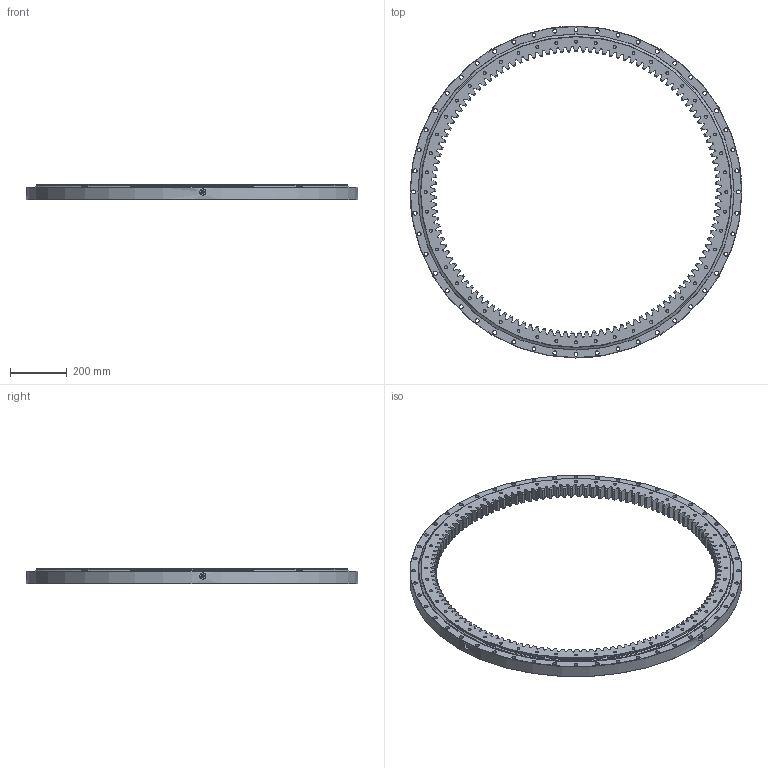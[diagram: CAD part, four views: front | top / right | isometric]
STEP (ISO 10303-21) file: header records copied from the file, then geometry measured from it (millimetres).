
FILE_DESCRIPTION (( 'STEP AP214' ), '1' );
FILE_NAME ('I.1166.20.00.B.STEP', '2020-05-13T09:13:27', ( '' ), ( '' ), 'SwSTEP 2.0', 'SolidWorks 2016', '' );
FILE_SCHEMA (( 'AUTOMOTIVE_DESIGN' ));
Length unit declared in the file: millimetre
Products named in the file (7): B.1166.B20B.A3N.0 - OR Seal; I.1166.20.00.B; Grease nipple M10x1mm; Ball D20; B.1166.B20B.A3N.0 - IR Seal; B.1166.B20B.A3N.0 - OR; B.1166.B20B.A3N.0 - IR
Assembly tree (155 placements, depth 2):
  I.1166.20.00.B
    B.1166.B20B.A3N.0 - IR
    B.1166.B20B.A3N.0 - OR
    Ball D20  x147
    B.1166.B20B.A3N.0 - IR Seal
    B.1166.B20B.A3N.0 - OR Seal
    Grease nipple M10x1mm  x4
Bounding box: 1166 x 1166 x 56 mm (x, y, z)
Volume: 11624619.4 mm3; surface area: 2010074 mm2
Topology: 155 solids, 155 shells, 1969 faces, 5693 edges, 3754 vertices
Faces by surface type: plane 683, bspline 500, cone 368, cylinder 252, sphere 147, torus 19
Full cylindrical faces by diameter (mm): 3 x4, 5 x4, 9 x4, 10 x4, 10.2 x48, 14 x48, 22 x4, 1078.5 x2, 1092.5 x3, 1095.5 x3, 1109.5 x2, 1166 x1
Entity records: 62690 total; most frequent: CARTESIAN_POINT 21008, ORIENTED_EDGE 9660, DIRECTION 6116, EDGE_CURVE 4830, VERTEX_POINT 3304, B_SPLINE_CURVE_WITH_KNOTS 2294, AXIS2_PLACEMENT_3D 2180, EDGE_LOOP 2060
